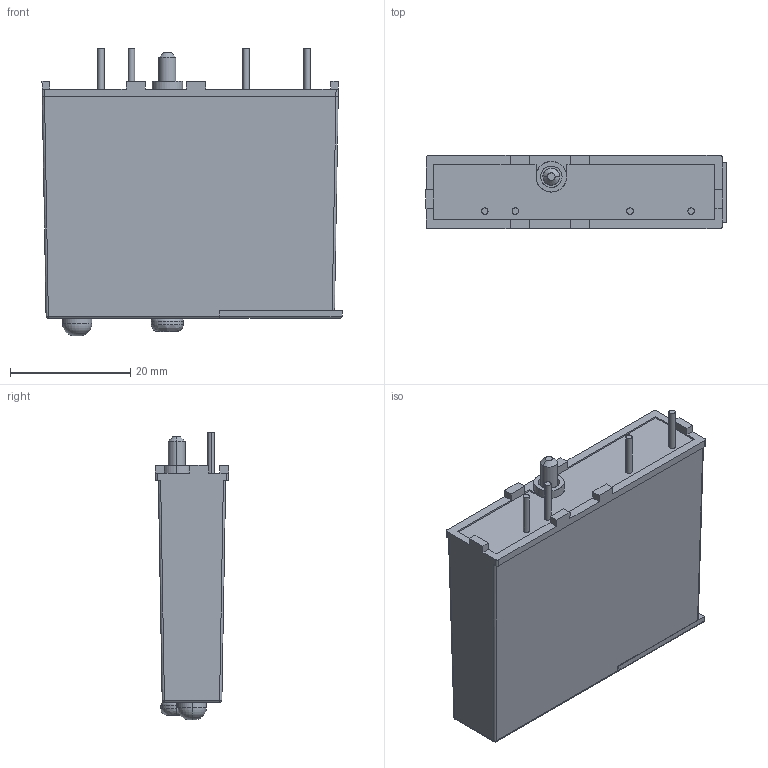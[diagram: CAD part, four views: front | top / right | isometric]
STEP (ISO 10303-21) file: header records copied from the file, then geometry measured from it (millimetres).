
FILE_DESCRIPTION (( 'STEP AP214' ), '1' );
FILE_NAME ('103902.STEP', '2011-07-02T19:06:04', ( 'LALo' ), ( 'Edi Foundation' ), 'SwSTEP 2.0', 'SolidWorks 2011', '' );
FILE_SCHEMA (( 'AUTOMOTIVE_DESIGN' ));
Length unit declared in the file: inch
Products named in the file (1): 103902
Bounding box: 49.87 x 12.19 x 47.8 mm (x, y, z)
Surface area: 6048.9 mm2 (no closed solid volume)
Topology: 0 solids, 136 shells, 137 faces, 633 edges, 630 vertices
Faces by surface type: plane 92, cylinder 35, bspline 6, torus 2, cone 2
Entity records: 8908 total; most frequent: CARTESIAN_POINT 3321, DIRECTION 819, ORIENTED_EDGE 632, EDGE_CURVE 631, VERTEX_POINT 630, VECTOR 403, LINE 403, AXIS2_PLACEMENT_3D 208
